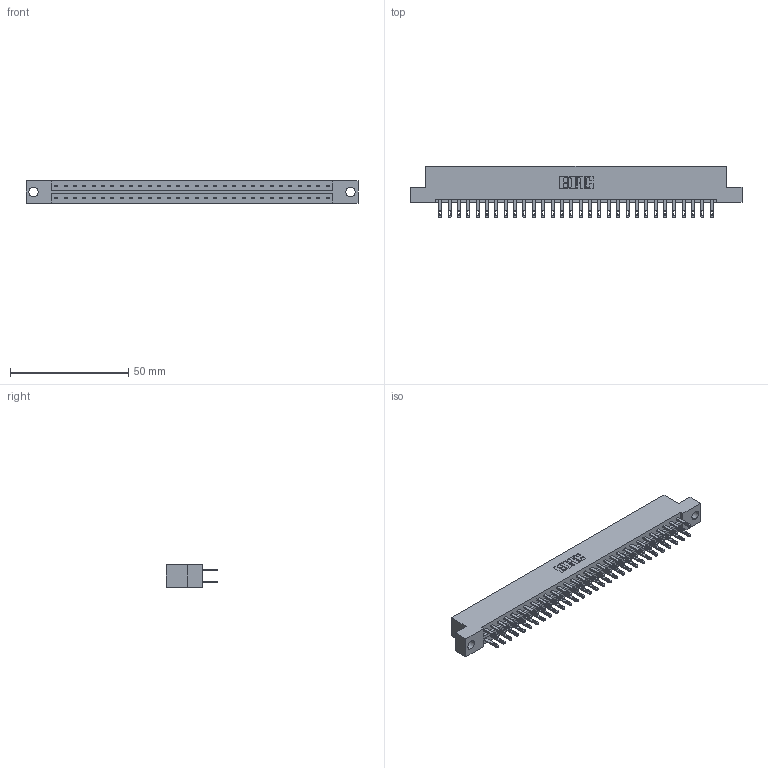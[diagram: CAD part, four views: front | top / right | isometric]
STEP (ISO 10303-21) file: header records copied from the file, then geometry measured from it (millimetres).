
FILE_DESCRIPTION (( 'STEP AP203' ), '1' );
FILE_NAME ('833-060-500-204.STEP', '2020-06-05T01:40:48', ( '' ), ( '' ), 'SwSTEP 2.0', 'SolidWorks 2020', '' );
FILE_SCHEMA (( 'CONFIG_CONTROL_DESIGN' ));
Length unit declared in the file: inch
Products named in the file (3): 833 Part_Flush - .156 Dia - TH; 345-292-001_345-293-100; 833-060-500-204
Assembly tree (61 placements, depth 2):
  833-060-500-204
    833 Part_Flush - .156 Dia - TH
    345-292-001_345-293-100  x60
Bounding box: 140.41 x 21.85 x 9.4 mm (x, y, z)
Volume: 14318.5 mm3; surface area: 17258.7 mm2
Topology: 61 solids, 61 shells, 2994 faces, 9131 edges, 6086 vertices
Faces by surface type: plane 1870, cylinder 1124
Entity records: 20785 total; most frequent: CARTESIAN_POINT 3458, ORIENTED_EDGE 3394, DIRECTION 2977, EDGE_CURVE 1697, LINE 1565, VECTOR 1565, VERTEX_POINT 1130, AXIS2_PLACEMENT_3D 706
